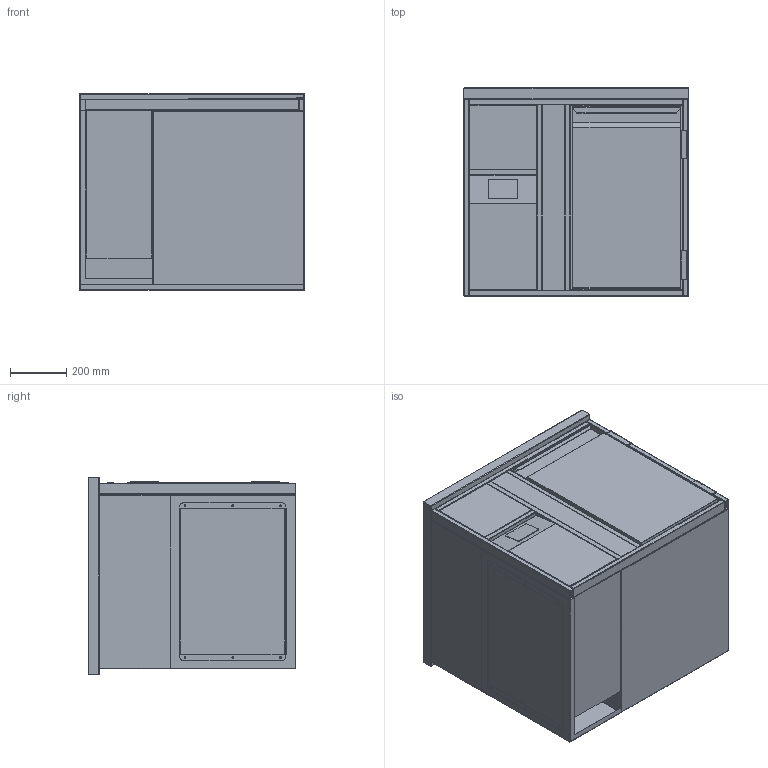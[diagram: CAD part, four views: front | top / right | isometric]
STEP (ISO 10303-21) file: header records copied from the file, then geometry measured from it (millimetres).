
FILE_DESCRIPTION (( 'STEP AP214' ), '1' );
FILE_NAME ('SZ-1-70-Z-L-1T-V03_17.step', '2025-02-25T08:30:32', ( '' ), ( '' ), 'SwSTEP 2.0', 'SolidWorks 2023', '' );
FILE_SCHEMA (( 'AUTOMOTIVE_DESIGN' ));
Length unit declared in the file: millimetre
Products named in the file (10): 24-02-55011_G-SA1-Fach-Z-L-260-660-700; 25-02-56864_G-SA-Korpus-540-660-700-L; 20-03-43331_G-KT-Auflage-400-660-mit-Rost; 20-03-43318_G-KT-Rahmen-Tür-400-700; 18-06-35404_TUER-385-645-R; 20-03-43331_G-KT-Auflage-400-660-Ohne-Rost; 21-01-47566_G-SA-FRR-700-800--540B-1SV80-260-L; 20-03-43319_G-SA-Einbauelement-Tür-400-660-700-R; SZ-1-70-Z-L-1T-V03_17; 25-02-56863_Oberplatte-800-700-40-L
Assembly tree (9 placements, depth 3):
  SZ-1-70-Z-L-1T-V03_17
    25-02-56864_G-SA-Korpus-540-660-700-L
    21-01-47566_G-SA-FRR-700-800--540B-1SV80-260-L
    24-02-55011_G-SA1-Fach-Z-L-260-660-700
    20-03-43319_G-SA-Einbauelement-Tür-400-660-700-R
      20-03-43318_G-KT-Rahmen-Tür-400-700
      18-06-35404_TUER-385-645-R
      20-03-43331_G-KT-Auflage-400-660-Ohne-Rost
      20-03-43331_G-KT-Auflage-400-660-mit-Rost
    25-02-56863_Oberplatte-800-700-40-L
Bounding box: 801 x 740 x 700 mm (x, y, z)
Volume: 130280699 mm3; surface area: 10326768.5 mm2
Topology: 26 solids, 26 shells, 1049 faces, 2764 edges, 1756 vertices
Faces by surface type: cylinder 590, plane 406, sphere 22, torus 16, bspline 15
Entity records: 34121 total; most frequent: CARTESIAN_POINT 6423, DIRECTION 5846, ORIENTED_EDGE 5488, EDGE_CURVE 2744, AXIS2_PLACEMENT_3D 2137, VERTEX_POINT 1756, LINE 1572, VECTOR 1572
